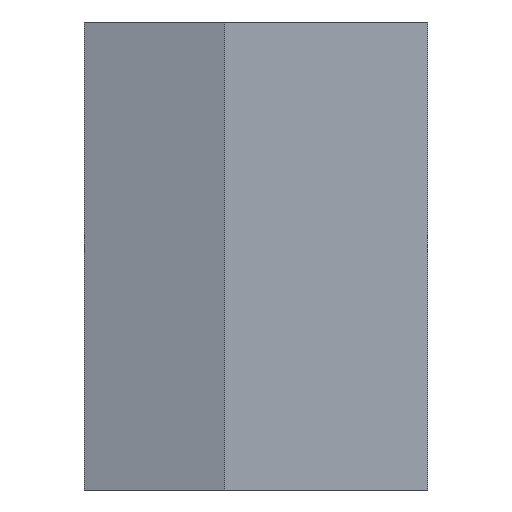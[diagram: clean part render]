
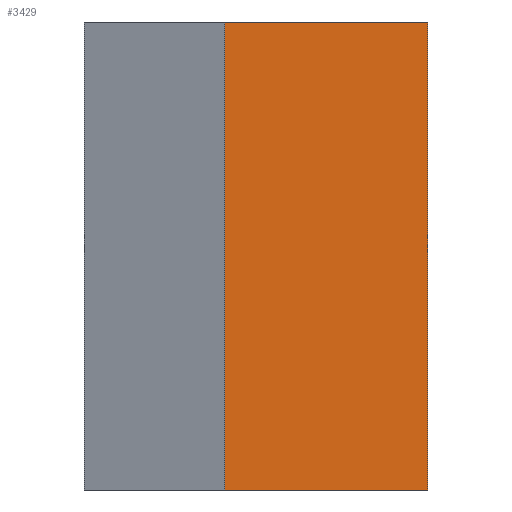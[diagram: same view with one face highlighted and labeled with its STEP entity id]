
A CAD part, left-side view. The second image highlights one B-rep face of the part: STEP entity #3429.
In plain terms, the highlighted planar face has unit normal (-1, 0, 0).
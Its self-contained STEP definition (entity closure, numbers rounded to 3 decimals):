
#988=ORIENTED_EDGE('',*,*,#1318,.T.);
#989=ORIENTED_EDGE('',*,*,#1157,.F.);
#990=ORIENTED_EDGE('',*,*,#992,.F.);
#991=ORIENTED_EDGE('',*,*,#997,.T.);
#992=EDGE_CURVE('',#1478,#1479,#1802,.T.);
#997=EDGE_CURVE('',#1478,#1483,#1807,.T.);
#1157=EDGE_CURVE('',#1479,#1642,#1967,.T.);
#1318=EDGE_CURVE('',#1483,#1642,#2128,.T.);
#1478=VERTEX_POINT('',#4426);
#1479=VERTEX_POINT('',#4427);
#1483=VERTEX_POINT('',#4436);
#1642=VERTEX_POINT('',#4757);
#1802=LINE('',#4425,#2288);
#1807=LINE('',#4437,#2293);
#1967=LINE('',#4756,#2453);
#2128=LINE('',#5078,#2614);
#2288=VECTOR('',#3611,1000.);
#2293=VECTOR('',#3618,1000.);
#2453=VECTOR('',#3780,1000.);
#2614=VECTOR('',#3943,1000.);
#2937=EDGE_LOOP('',(#988,#989,#990,#991));
#3101=FACE_BOUND('',#2937,.T.);
#3265=PLANE('',#3606);
#3429=ADVANCED_FACE('',(#3101),#3265,.T.);
#3606=AXIS2_PLACEMENT_3D('',#5397,#4421,#4422);
#3611=DIRECTION('',(0.,0.,-1.));
#3618=DIRECTION('',(0.,1.,0.));
#3780=DIRECTION('',(0.,1.,0.));
#3943=DIRECTION('',(0.,0.,-1.));
#4421=DIRECTION('',(-1.,0.,0.));
#4422=DIRECTION('',(0.,0.,1.));
#4425=CARTESIAN_POINT('',(0.,0.,7.5));
#4426=CARTESIAN_POINT('',(0.,0.,7.5));
#4427=CARTESIAN_POINT('',(0.,0.,-7.5));
#4436=CARTESIAN_POINT('',(0.,6.509,7.5));
#4437=CARTESIAN_POINT('',(0.,0.,7.5));
#4756=CARTESIAN_POINT('',(0.,0.,-7.5));
#4757=CARTESIAN_POINT('',(0.,6.509,-7.5));
#5078=CARTESIAN_POINT('',(0.,6.509,7.5));
#5397=CARTESIAN_POINT('',(0.,0.,7.5));
